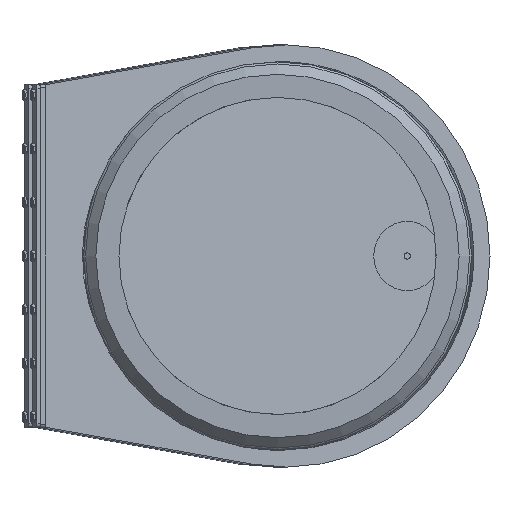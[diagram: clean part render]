
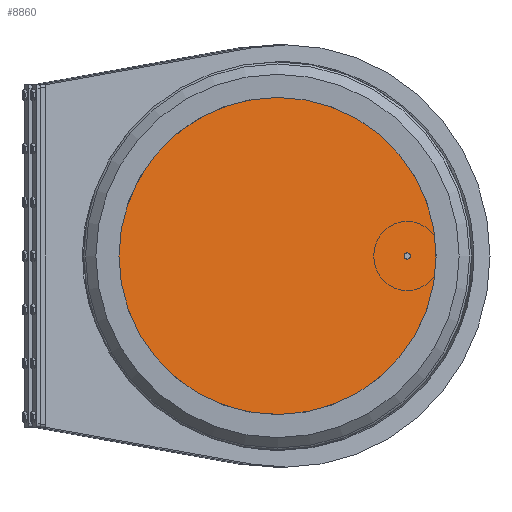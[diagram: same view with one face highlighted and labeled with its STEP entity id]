
A CAD part, left-side view. The second image highlights one B-rep face of the part: STEP entity #8860.
In plain terms, the highlighted planar face has unit normal (0.966, 0.259, 0).
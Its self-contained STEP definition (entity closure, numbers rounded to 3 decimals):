
#2 = AXIS2_PLACEMENT_3D ( 'NONE', #1022, #4025, #4166 ) ;
#13 = DIRECTION ( 'NONE',  ( 0.966, 0.259, 0. ) ) ;
#160 = VECTOR ( 'NONE', #7770, 1000. ) ;
#414 = CIRCLE ( 'NONE', #5825, 305.155 ) ;
#523 = CARTESIAN_POINT ( 'NONE',  ( 600.358, 5.809, 0. ) ) ;
#745 = ORIENTED_EDGE ( 'NONE', *, *, #1129, .T. ) ;
#1022 = CARTESIAN_POINT ( 'NONE',  ( 652.122, -187.376, 0. ) ) ;
#1030 = CARTESIAN_POINT ( 'NONE',  ( 507.255, 353.274, 247.5 ) ) ;
#1129 = EDGE_CURVE ( 'NONE', #6745, #1923, #414, .T. ) ;
#1280 = DIRECTION ( 'NONE',  ( 0., 0., -1. ) ) ;
#1923 = VERTEX_POINT ( 'NONE', #8986 ) ;
#2016 = DIRECTION ( 'NONE',  ( 0.966, 0.259, 0. ) ) ;
#2257 = VERTEX_POINT ( 'NONE', #3991 ) ;
#2521 = LINE ( 'NONE', #2713, #160 ) ;
#2617 = VECTOR ( 'NONE', #8575, 1000. ) ;
#2713 = CARTESIAN_POINT ( 'NONE',  ( 586.905, 56.015, -300.696 ) ) ;
#2981 = ORIENTED_EDGE ( 'NONE', *, *, #5290, .T. ) ;
#3473 = EDGE_LOOP ( 'NONE', ( #9385 ) ) ;
#3810 = AXIS2_PLACEMENT_3D ( 'NONE', #523, #2016, #9382 ) ;
#3991 = CARTESIAN_POINT ( 'NONE',  ( 507.255, 353.274, -247.5 ) ) ;
#4025 = DIRECTION ( 'NONE',  ( -0.966, -0.259, 0. ) ) ;
#4166 = DIRECTION ( 'NONE',  ( 0., 0., 1. ) ) ;
#4205 = FACE_OUTER_BOUND ( 'NONE', #9059, .T. ) ;
#4525 = EDGE_CURVE ( 'NONE', #2257, #5530, #5425, .T. ) ;
#4650 = CARTESIAN_POINT ( 'NONE',  ( 507.255, 353.274, 247.5 ) ) ;
#5037 = CARTESIAN_POINT ( 'NONE',  ( 652.122, -187.376, 4.5 ) ) ;
#5290 = EDGE_CURVE ( 'NONE', #1923, #2257, #2521, .T. ) ;
#5425 = LINE ( 'NONE', #9299, #2617 ) ;
#5530 = VERTEX_POINT ( 'NONE', #4650 ) ;
#5648 = EDGE_CURVE ( 'NONE', #6592, #6592, #8362, .T. ) ;
#5661 = FACE_BOUND ( 'NONE', #3473, .T. ) ;
#5825 = AXIS2_PLACEMENT_3D ( 'NONE', #6658, #13, #1280 ) ;
#5911 = ORIENTED_EDGE ( 'NONE', *, *, #8585, .T. ) ;
#6592 = VERTEX_POINT ( 'NONE', #5037 ) ;
#6658 = CARTESIAN_POINT ( 'NONE',  ( 600.358, 5.809, 0. ) ) ;
#6745 = VERTEX_POINT ( 'NONE', #6869 ) ;
#6869 = CARTESIAN_POINT ( 'NONE',  ( 586.905, 56.015, 300.696 ) ) ;
#7168 = PLANE ( 'NONE',  #3810 ) ;
#7525 = LINE ( 'NONE', #1030, #8907 ) ;
#7770 = DIRECTION ( 'NONE',  ( -0.255, 0.952, 0.17 ) ) ;
#8290 = DIRECTION ( 'NONE',  ( 0.255, -0.952, 0.17 ) ) ;
#8362 = CIRCLE ( 'NONE', #2, 4.5 ) ;
#8575 = DIRECTION ( 'NONE',  ( 0., 0., 1. ) ) ;
#8585 = EDGE_CURVE ( 'NONE', #5530, #6745, #7525, .T. ) ;
#8860 = ADVANCED_FACE ( 'NONE', ( #5661, #4205 ), #7168, .T. ) ;
#8907 = VECTOR ( 'NONE', #8290, 1000. ) ;
#8986 = CARTESIAN_POINT ( 'NONE',  ( 586.905, 56.015, -300.696 ) ) ;
#9059 = EDGE_LOOP ( 'NONE', ( #2981, #9099, #5911, #745 ) ) ;
#9099 = ORIENTED_EDGE ( 'NONE', *, *, #4525, .T. ) ;
#9299 = CARTESIAN_POINT ( 'NONE',  ( 507.255, 353.274, -247.5 ) ) ;
#9382 = DIRECTION ( 'NONE',  ( 0., 0., -1. ) ) ;
#9385 = ORIENTED_EDGE ( 'NONE', *, *, #5648, .T. ) ;
